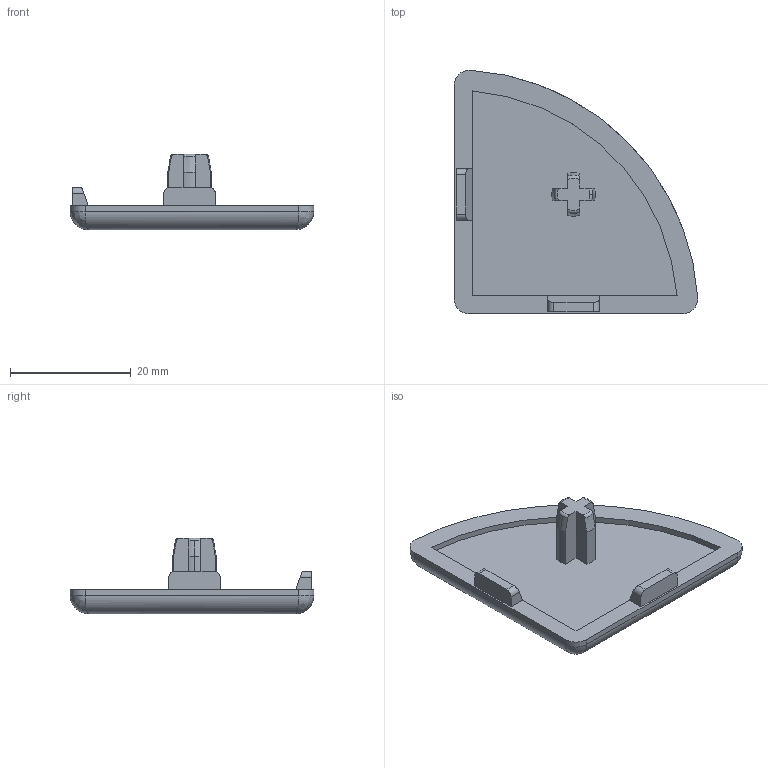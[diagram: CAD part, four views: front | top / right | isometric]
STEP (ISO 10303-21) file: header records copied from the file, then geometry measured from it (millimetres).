
FILE_DESCRIPTION (( 'STEP AP214' ), '1' );
FILE_NAME ('091045.STEP', '2013-07-18T16:31:52', ( 'User' ), ( '' ), 'SwSTEP 2.0', 'SolidWorks 2012', '' );
FILE_SCHEMA (( 'AUTOMOTIVE_DESIGN' ));
Length unit declared in the file: millimetre
Products named in the file (1): 091045
Bounding box: 40.31 x 40.31 x 12.5 mm (x, y, z)
Volume: 4317.2 mm3; surface area: 3412.8 mm2
Topology: 1 solids, 1 shells, 56 faces, 145 edges, 90 vertices
Faces by surface type: plane 26, cylinder 16, torus 6, cone 5, bspline 3
Entity records: 1930 total; most frequent: CARTESIAN_POINT 584, ORIENTED_EDGE 284, DIRECTION 261, EDGE_CURVE 142, AXIS2_PLACEMENT_3D 91, VERTEX_POINT 90, VECTOR 79, LINE 79
